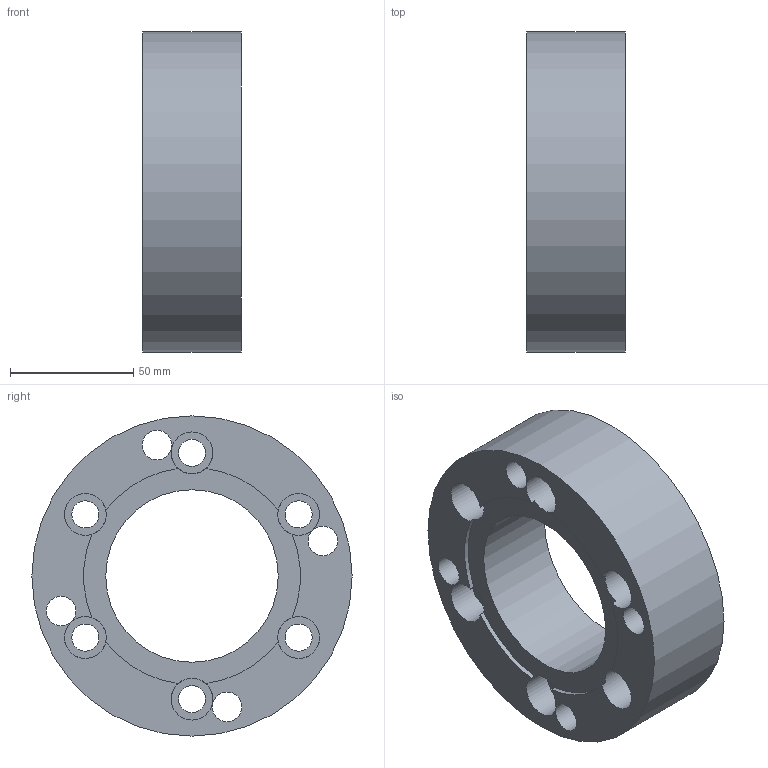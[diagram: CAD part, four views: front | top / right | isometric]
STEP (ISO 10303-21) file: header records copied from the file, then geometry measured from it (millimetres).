
FILE_DESCRIPTION(/* description */ ('STEP AP242','CAx-IF Rec.Pracs.---Representation and Presentation of Product Manufacturing Information (PMI)---4.0---2014-10-13','CAx-IF Rec.Pracs.---3D Tessellated Geometry---0.4---2014-09-14','2;1'),/* implementation_level */ '2;1');
FILE_NAME(/* name */ '63039c8c99a9387fb1258c1a',/* time_stamp */ '2022-08-22T15:11:09+00:00',/* author */ (''),/* organization */ (''),/* preprocessor_version */ 'ST-DEVELOPER v18.102',/* originating_system */ ' ',/* authorisation */ ' ');
FILE_SCHEMA (('AP242_MANAGED_MODEL_BASED_3D_ENGINEERING_MIM_LF { 1 0 10303 442 1 1 4 }'));
Length unit declared in the file: metre
Products named in the file (1): Bride Différentiel/Cardan
Bounding box: 40 x 130 x 130 mm (x, y, z)
Volume: 316872.8 mm3; surface area: 57590.9 mm2
Topology: 1 solids, 1 shells, 35 faces, 104 edges, 73 vertices
Faces by surface type: cylinder 25, plane 10
Full cylindrical faces by diameter (mm): 11 x6, 12 x4, 17 x6, 70 x1, 85 x1, 130 x1
Entity records: 1040 total; most frequent: DIRECTION 196, CARTESIAN_POINT 160, ORIENTED_EDGE 136, AXIS2_PLACEMENT_3D 92, EDGE_LOOP 78, FACE_BOUND 78, EDGE_CURVE 68, VERTEX_POINT 56
